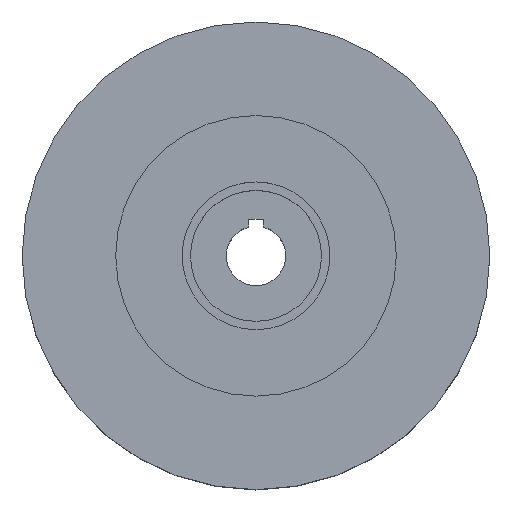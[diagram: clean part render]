
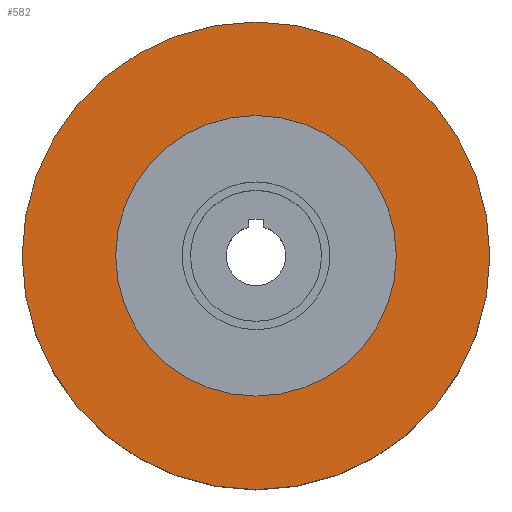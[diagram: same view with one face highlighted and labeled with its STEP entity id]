
A CAD part, top view. The second image highlights one B-rep face of the part: STEP entity #582.
In plain terms, the highlighted planar face has unit normal (0, 0, 1).
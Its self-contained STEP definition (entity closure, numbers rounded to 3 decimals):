
#61 = EDGE_CURVE ( 'NONE', #693, #184, #1160, .T. ) ;
#122 = CARTESIAN_POINT ( 'NONE',  ( 75., 0., 47.5 ) ) ;
#184 = VERTEX_POINT ( 'NONE', #743 ) ;
#221 = CARTESIAN_POINT ( 'NONE',  ( 0., 0., 47.5 ) ) ;
#268 = FACE_OUTER_BOUND ( 'NONE', #549, .T. ) ;
#301 = EDGE_CURVE ( 'NONE', #184, #693, #975, .T. ) ;
#302 = AXIS2_PLACEMENT_3D ( 'NONE', #918, #377, #1356 ) ;
#323 = EDGE_CURVE ( 'NONE', #833, #1299, #699, .T. ) ;
#377 = DIRECTION ( 'NONE',  ( 0., 0., 1. ) ) ;
#476 = DIRECTION ( 'NONE',  ( 0., 0., 1. ) ) ;
#543 = DIRECTION ( 'NONE',  ( 1., 0., 0. ) ) ;
#548 = DIRECTION ( 'NONE',  ( 0., 0., 1. ) ) ;
#549 = EDGE_LOOP ( 'NONE', ( #1218, #1350 ) ) ;
#574 = CARTESIAN_POINT ( 'NONE',  ( 0., 0., 47.5 ) ) ;
#575 = AXIS2_PLACEMENT_3D ( 'NONE', #574, #1047, #1365 ) ;
#582 = ADVANCED_FACE ( 'NONE', ( #268, #1237 ), #796, .T. ) ;
#668 = EDGE_LOOP ( 'NONE', ( #944, #710 ) ) ;
#693 = VERTEX_POINT ( 'NONE', #1064 ) ;
#699 = CIRCLE ( 'NONE', #855, 75. ) ;
#710 = ORIENTED_EDGE ( 'NONE', *, *, #323, .F. ) ;
#743 = CARTESIAN_POINT ( 'NONE',  ( 125., 0., 47.5 ) ) ;
#765 = AXIS2_PLACEMENT_3D ( 'NONE', #221, #548, #543 ) ;
#796 = PLANE ( 'NONE',  #302 ) ;
#806 = CARTESIAN_POINT ( 'NONE',  ( 0., 0., 47.5 ) ) ;
#833 = VERTEX_POINT ( 'NONE', #122 ) ;
#855 = AXIS2_PLACEMENT_3D ( 'NONE', #806, #476, #1136 ) ;
#918 = CARTESIAN_POINT ( 'NONE',  ( 0., 0., 47.5 ) ) ;
#926 = CIRCLE ( 'NONE', #765, 75. ) ;
#944 = ORIENTED_EDGE ( 'NONE', *, *, #1235, .F. ) ;
#975 = CIRCLE ( 'NONE', #1203, 125. ) ;
#1047 = DIRECTION ( 'NONE',  ( 0., 0., 1. ) ) ;
#1064 = CARTESIAN_POINT ( 'NONE',  ( -125., 0., 47.5 ) ) ;
#1136 = DIRECTION ( 'NONE',  ( 1., 0., 0. ) ) ;
#1160 = CIRCLE ( 'NONE', #575, 125. ) ;
#1203 = AXIS2_PLACEMENT_3D ( 'NONE', #1230, #1382, #1372 ) ;
#1218 = ORIENTED_EDGE ( 'NONE', *, *, #61, .T. ) ;
#1230 = CARTESIAN_POINT ( 'NONE',  ( 0., 0., 47.5 ) ) ;
#1234 = CARTESIAN_POINT ( 'NONE',  ( -75., 0., 47.5 ) ) ;
#1235 = EDGE_CURVE ( 'NONE', #1299, #833, #926, .T. ) ;
#1237 = FACE_BOUND ( 'NONE', #668, .T. ) ;
#1299 = VERTEX_POINT ( 'NONE', #1234 ) ;
#1350 = ORIENTED_EDGE ( 'NONE', *, *, #301, .T. ) ;
#1356 = DIRECTION ( 'NONE',  ( 1., 0., 0. ) ) ;
#1365 = DIRECTION ( 'NONE',  ( 1., 0., 0. ) ) ;
#1372 = DIRECTION ( 'NONE',  ( 1., 0., 0. ) ) ;
#1382 = DIRECTION ( 'NONE',  ( 0., 0., 1. ) ) ;
